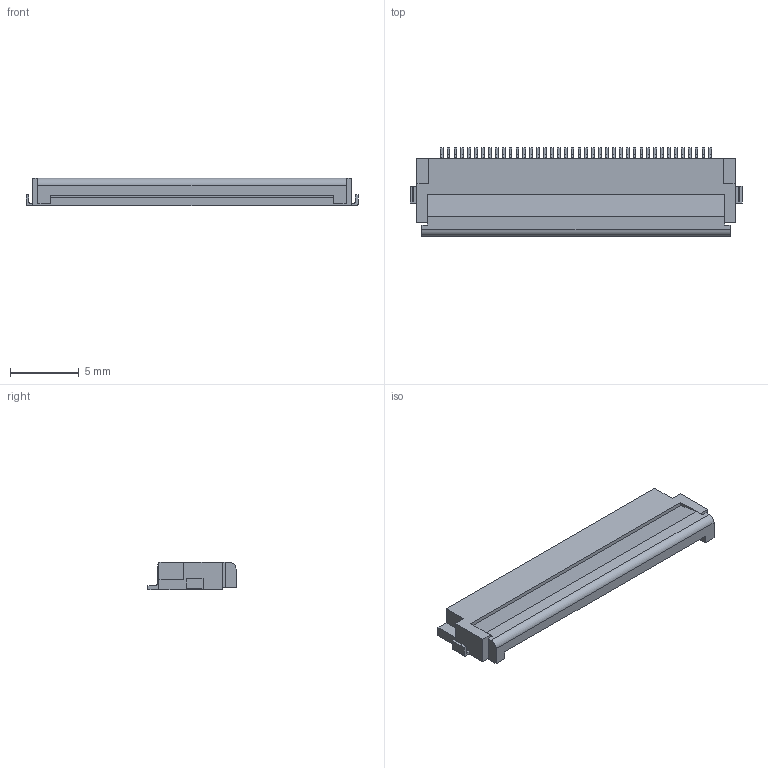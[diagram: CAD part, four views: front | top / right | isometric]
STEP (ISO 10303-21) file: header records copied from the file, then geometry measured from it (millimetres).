
FILE_DESCRIPTION(('FreeCAD Model'),'2;1');
FILE_NAME('Open CASCADE Shape Model','2023-05-11T17:14:06',(''),(''), 'Open CASCADE STEP processor 7.6','FreeCAD','Unknown');
FILE_SCHEMA(('AUTOMOTIVE_DESIGN { 1 0 10303 214 1 1 1 1 }'));
Length unit declared in the file: millimetre
Products named in the file (4): Hirose_FH12_xxS_0_5SH_Parametric_v0_1; body; lock; pins
Assembly tree (3 placements, depth 2):
  Hirose_FH12_xxS_0_5SH_Parametric_v0_1
    body
    lock
    pins
Bounding box: 24.1 x 6.4 x 2 mm (x, y, z)
Volume: 253.5 mm3; surface area: 831.7 mm2
Topology: 3 solids, 3 shells, 510 faces, 1508 edges, 1004 vertices
Faces by surface type: plane 461, cylinder 49
Entity records: 16852 total; most frequent: CARTESIAN_POINT 3026, ORIENTED_EDGE 3016, DIRECTION 2634, EDGE_CURVE 1508, LINE 1410, VECTOR 1410, VERTEX_POINT 1004, AXIS2_PLACEMENT_3D 612
